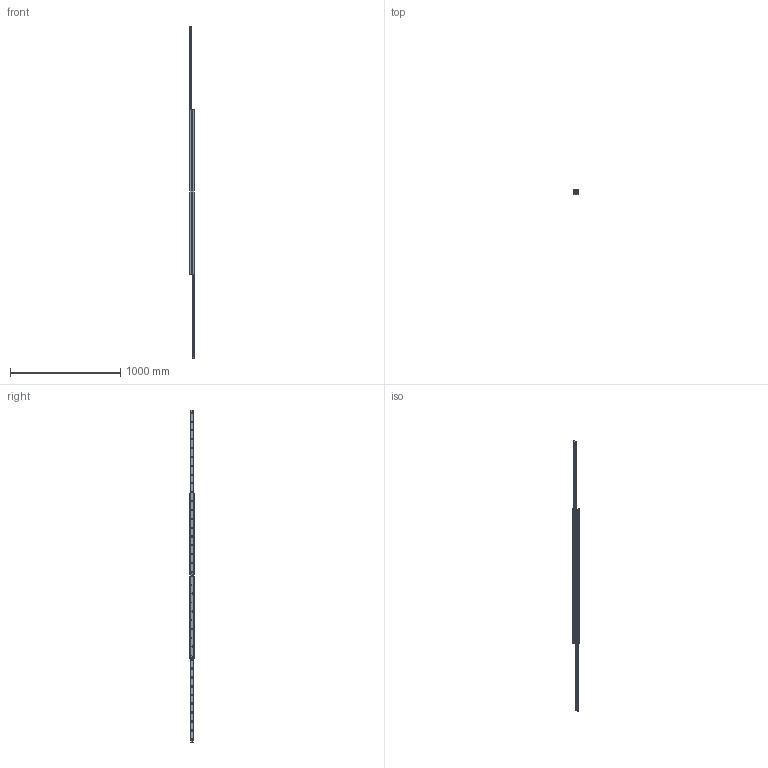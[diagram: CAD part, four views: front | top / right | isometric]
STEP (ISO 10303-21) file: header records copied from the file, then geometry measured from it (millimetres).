
FILE_DESCRIPTION((''),'2;1');
FILE_NAME('LCAH 43-1490.GD.stp','2011-03-24T09:48:11',('MKoza'),(''),'Autodesk Inventor 2009','Autodesk Inventor 2009','');
FILE_SCHEMA(('AUTOMOTIVE_DESIGN { 1 0 10303 214 1 1 1 1 }'));
Length unit declared in the file: millimetre
Products named in the file (10): LCAH 43.GD; LCH 43.L; LCH 43.R; LLMG 43; LLMD 43; KF.LCA 43; AS.L 43; VKB.L 43 6x13,5; DIN 7991 M6x8; VKB.L 43 M6x4
Assembly tree (35 placements, depth 2):
  LCAH 43.GD
    LCH 43.L
    LCH 43.R
    LLMG 43
    LLMD 43
    KF.LCA 43  x2
    AS.L 43  x4
    VKB.L 43 6x13,5  x4
    DIN 7991 M6x8  x19
    VKB.L 43 M6x4  x2
Bounding box: 44 x 43 x 3006 mm (x, y, z)
Volume: 1973438.7 mm3; surface area: 894478.2 mm2
Topology: 35 solids, 35 shells, 702 faces, 1697 edges, 1086 vertices
Faces by surface type: plane 345, bspline 164, cylinder 130, cone 63
Full cylindrical faces by diameter (mm): 6 x29, 7 x4, 12 x19
Entity records: 12808 total; most frequent: CARTESIAN_POINT 4413, DIRECTION 1622, ORIENTED_EDGE 1448, EDGE_CURVE 724, EDGE_LOOP 710, AXIS2_PLACEMENT_3D 654, VERTEX_POINT 570, CIRCLE 406
